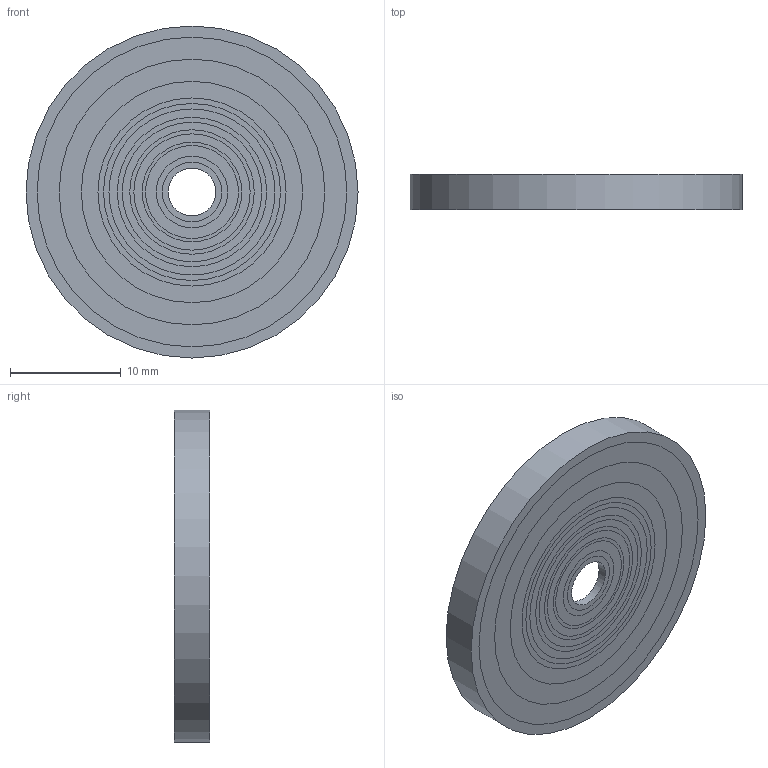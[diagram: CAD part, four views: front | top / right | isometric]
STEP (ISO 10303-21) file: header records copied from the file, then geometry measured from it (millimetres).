
FILE_DESCRIPTION(/* description */ (''),/* implementation_level */ '2;1');
FILE_NAME(/* name */ 'Beilagscheiben_v1.step',/* time_stamp */ '2025-03-29T15:19:15+01:00',/* author */ (''),/* organization */ (''),/* preprocessor_version */ 'ST-DEVELOPER v20.1',/* originating_system */ 'Autodesk Translation Framework v14.4.0.0',/* authorisation */ '');
FILE_SCHEMA (('AUTOMOTIVE_DESIGN { 1 0 10303 214 3 1 1 }'));
Length unit declared in the file: millimetre
Products named in the file (9): Beilagscheiben; M4; M5; M6; M8; M10; M12; M14; M16
Assembly tree (8 placements, depth 2):
  Beilagscheiben
    M4
    M5
    M6
    M8
    M10
    M12
    M14
    M16
Bounding box: 30 x 3.2 x 30 mm (x, y, z)
Surface area: 5314.1 mm2
Topology: 8 solids, 8 shells, 32 faces, 48 edges, 32 vertices
Faces by surface type: cylinder 16, plane 16
Full cylindrical faces by diameter (mm): 4.3 x1, 5.375 x1, 6.45 x1, 8.4 x1, 9 x1, 10.5 x1, 11.25 x1, 12.6 x1, 13.5 x1, 15 x1, 16 x1, 17 x1, 20 x1, 24 x1, 28 x1, 30 x1
Entity records: 1033 total; most frequent: DIRECTION 178, CARTESIAN_POINT 129, ORIENTED_EDGE 96, AXIS2_PLACEMENT_3D 81, EDGE_LOOP 48, EDGE_CURVE 48, FACE_OUTER_BOUND 32, CIRCLE 32
